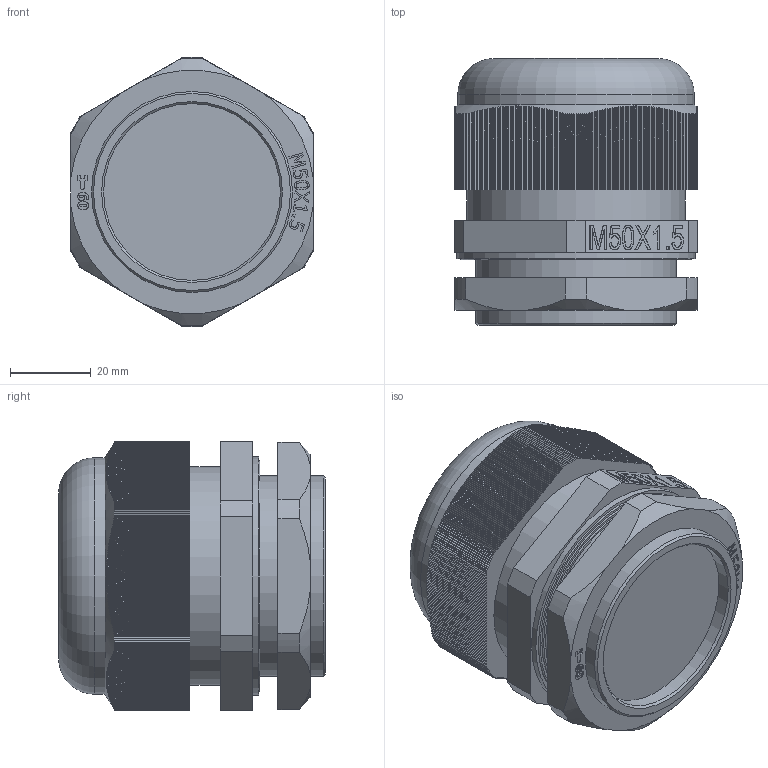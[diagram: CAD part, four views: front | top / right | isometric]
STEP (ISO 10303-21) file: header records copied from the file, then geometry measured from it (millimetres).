
FILE_DESCRIPTION(/* description */ (''),/* implementation_level */ '2;1');
FILE_NAME(/* name */ '',/* time_stamp */ '2025-07-22T11:58:19+07:00',/* author */ ('zeta-86'),/* organization */ (''),/* preprocessor_version */ 'ST-DEVELOPER v19.2',/* originating_system */ 'Autodesk Inventor 2024',/* authorisation */ '');
FILE_SCHEMA (('AUTOMOTIVE_DESIGN { 1 0 10303 214 3 1 1 }'));
Length unit declared in the file: millimetre
Products named in the file (1): Деталь2
Bounding box: 60 x 66.1 x 66.7 mm (x, y, z)
Volume: 170274.7 mm3; surface area: 24130.8 mm2
Topology: 1 solids, 1 shells, 1254 faces, 3627 edges, 2417 vertices
Faces by surface type: plane 1079, bspline 148, cylinder 14, cone 9, torus 4
Full cylindrical faces by diameter (mm): 40 x1, 43.8 x1, 49.8 x2, 54.2 x1, 58.6 x1, 59 x1
Entity records: 40463 total; most frequent: CARTESIAN_POINT 10867, ORIENTED_EDGE 7254, DIRECTION 4766, EDGE_CURVE 3627, LINE 2430, VECTOR 2430, VERTEX_POINT 2417, EDGE_LOOP 1296
